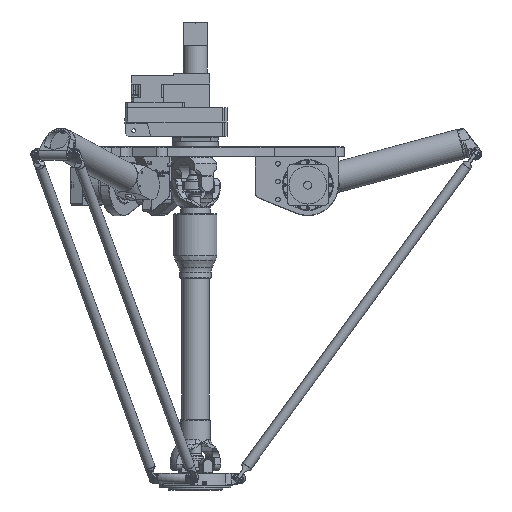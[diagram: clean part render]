
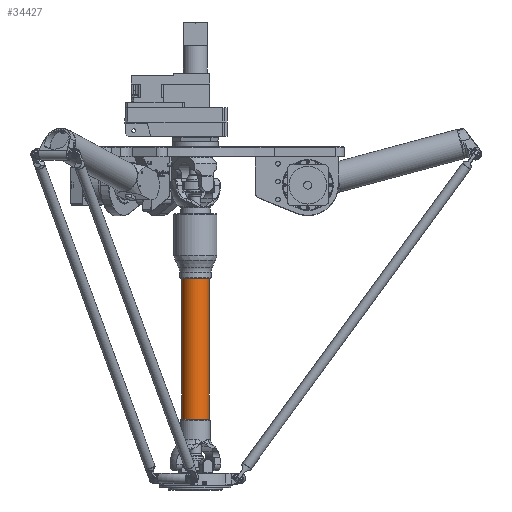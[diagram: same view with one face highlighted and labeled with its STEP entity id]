
A CAD part, front view. The second image highlights one B-rep face of the part: STEP entity #34427.
In plain terms, the highlighted cylindrical face has radius 40 mm (diameter 80 mm), a full revolution.
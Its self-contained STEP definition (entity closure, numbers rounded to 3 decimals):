
#1211=FACE_BOUND('',#8988,.T.);
#3445=CIRCLE('',#38176,40.);
#3509=CIRCLE('',#38295,40.);
#4256=CYLINDRICAL_SURFACE('',#38297,40.);
#6199=FACE_OUTER_BOUND('',#8987,.T.);
#8987=EDGE_LOOP('',(#30357));
#8988=EDGE_LOOP('',(#30358));
#17332=VERTEX_POINT('',#67158);
#17417=VERTEX_POINT('',#67836);
#21690=EDGE_CURVE('',#17332,#17332,#3445,.T.);
#21810=EDGE_CURVE('',#17417,#17417,#3509,.T.);
#30357=ORIENTED_EDGE('',*,*,#21690,.T.);
#30358=ORIENTED_EDGE('',*,*,#21810,.T.);
#34427=ADVANCED_FACE('',(#6199,#1211),#4256,.T.);
#38176=AXIS2_PLACEMENT_3D('',#67159,#47475,#47476);
#38295=AXIS2_PLACEMENT_3D('',#67837,#47747,#47748);
#38297=AXIS2_PLACEMENT_3D('',#67839,#47751,#47752);
#47475=DIRECTION('center_axis',(0.,-1.,0.));
#47476=DIRECTION('ref_axis',(0.,0.,-1.));
#47747=DIRECTION('center_axis',(0.,1.,0.));
#47748=DIRECTION('ref_axis',(-1.,0.,0.));
#47751=DIRECTION('center_axis',(0.,-1.,0.));
#47752=DIRECTION('ref_axis',(-1.,0.,0.));
#67158=CARTESIAN_POINT('',(0.,-83.,-40.));
#67159=CARTESIAN_POINT('Origin',(0.,-83.,0.));
#67836=CARTESIAN_POINT('',(40.,-496.,0.));
#67837=CARTESIAN_POINT('Origin',(0.,-496.,0.));
#67839=CARTESIAN_POINT('Origin',(0.,75.,0.));
